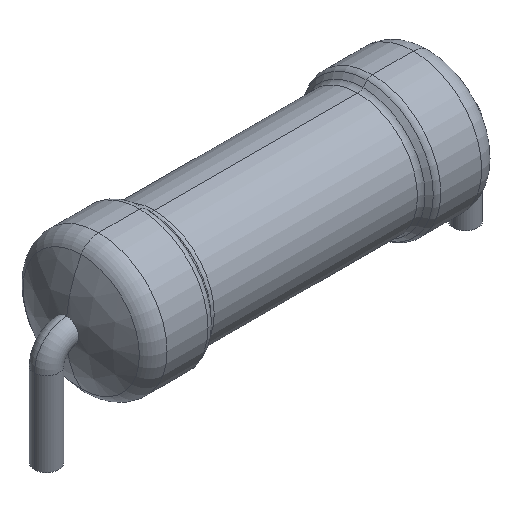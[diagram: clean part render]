
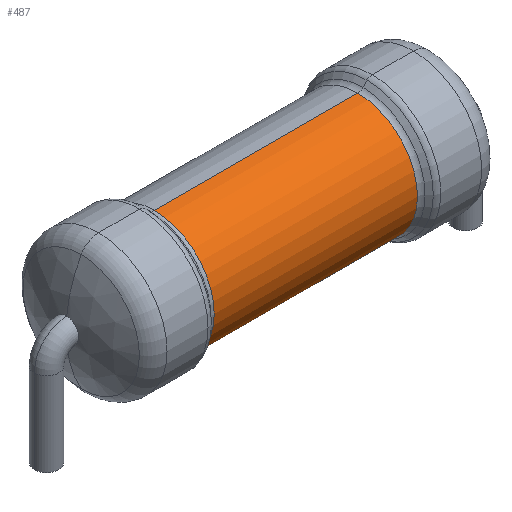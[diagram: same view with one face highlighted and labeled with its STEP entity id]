
A CAD part, isometric view. The second image highlights one B-rep face of the part: STEP entity #487.
In plain terms, the highlighted cylindrical face has radius 2 mm (diameter 4 mm), a partial arc.
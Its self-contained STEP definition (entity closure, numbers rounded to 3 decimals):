
#238 = VERTEX_POINT('',#239);
#239 = CARTESIAN_POINT('',(-3.396,0.,0.608));
#247 = VERTEX_POINT('',#248);
#248 = CARTESIAN_POINT('',(-3.396,0.,4.608));
#280 = VERTEX_POINT('',#281);
#281 = CARTESIAN_POINT('',(3.396,0.,0.608));
#300 = VERTEX_POINT('',#301);
#301 = CARTESIAN_POINT('',(3.396,0.,4.608));
#487 = ADVANCED_FACE('',(#488),#516,.T.);
#488 = FACE_BOUND('',#489,.T.);
#489 = EDGE_LOOP('',(#490,#497,#503,#510));
#490 = ORIENTED_EDGE('',*,*,#491,.T.);
#491 = EDGE_CURVE('',#280,#300,#492,.T.);
#492 = CIRCLE('',#493,2.);
#493 = AXIS2_PLACEMENT_3D('',#494,#495,#496);
#494 = CARTESIAN_POINT('',(3.396,0.,2.608));
#495 = DIRECTION('',(-1.,0.,0.));
#496 = DIRECTION('',(0.,0.,-1.));
#497 = ORIENTED_EDGE('',*,*,#498,.T.);
#498 = EDGE_CURVE('',#300,#247,#499,.T.);
#499 = LINE('',#500,#501);
#500 = CARTESIAN_POINT('',(-6.35,0.,4.608));
#501 = VECTOR('',#502,1.);
#502 = DIRECTION('',(-1.,0.,0.));
#503 = ORIENTED_EDGE('',*,*,#504,.T.);
#504 = EDGE_CURVE('',#247,#238,#505,.T.);
#505 = CIRCLE('',#506,2.);
#506 = AXIS2_PLACEMENT_3D('',#507,#508,#509);
#507 = CARTESIAN_POINT('',(-3.396,0.,2.608));
#508 = DIRECTION('',(1.,0.,0.));
#509 = DIRECTION('',(0.,0.,-1.));
#510 = ORIENTED_EDGE('',*,*,#511,.F.);
#511 = EDGE_CURVE('',#280,#238,#512,.T.);
#512 = LINE('',#513,#514);
#513 = CARTESIAN_POINT('',(-6.35,0.,0.608));
#514 = VECTOR('',#515,1.);
#515 = DIRECTION('',(-1.,0.,0.));
#516 = CYLINDRICAL_SURFACE('',#517,2.);
#517 = AXIS2_PLACEMENT_3D('',#518,#519,#520);
#518 = CARTESIAN_POINT('',(-6.35,0.,2.608));
#519 = DIRECTION('',(-1.,0.,0.));
#520 = DIRECTION('',(0.,0.,-1.));
